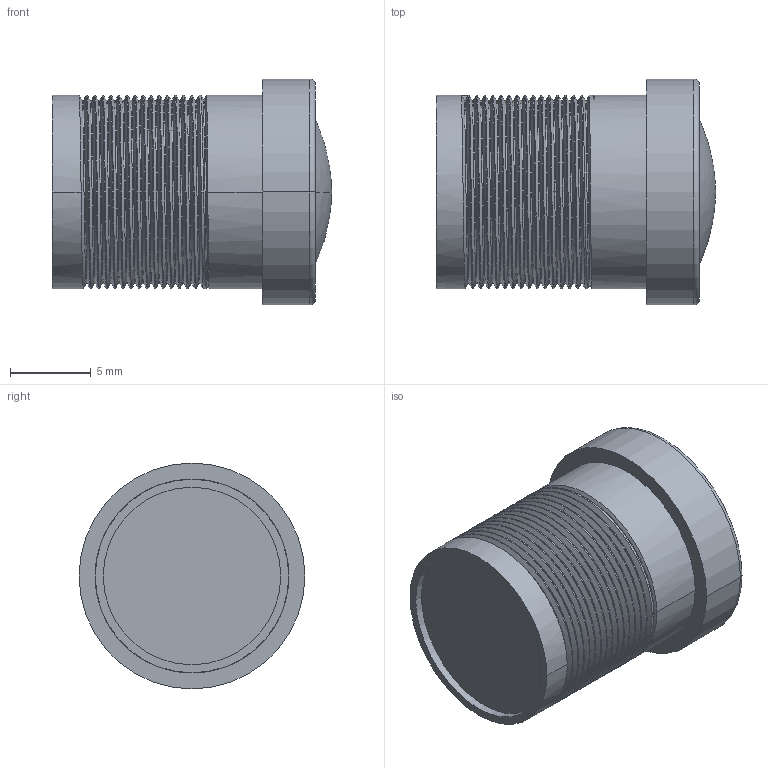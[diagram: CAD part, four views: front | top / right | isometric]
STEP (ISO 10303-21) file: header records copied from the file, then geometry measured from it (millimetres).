
FILE_DESCRIPTION((''),'2;1');
FILE_NAME('LN033','2021-06-28T17:11:19',('Arducam'),(''),'CREO PARAMETRIC BY PTC INC, 2019080','CREO PARAMETRIC BY PTC INC, 2019080','');
FILE_SCHEMA(('AUTOMOTIVE_DESIGN { 1 0 10303 214 1 1 1 1 }'));
Length unit declared in the file: millimetre
Products named in the file (1): LN033
Bounding box: 17.3 x 14 x 14 mm (x, y, z)
Volume: 1895.4 mm3; surface area: 1297.6 mm2
Topology: 2 solids, 2 shells, 66 faces, 164 edges, 103 vertices
Faces by surface type: cylinder 40, bspline 17, plane 7, torus 2
Entity records: 8892 total; most frequent: CARTESIAN_POINT 7022, ORIENTED_EDGE 324, DIRECTION 198, EDGE_CURVE 162, VERTEX_POINT 103, B_SPLINE_CURVE_WITH_KNOTS 86, AXIS2_PLACEMENT_3D 73, EDGE_LOOP 69
